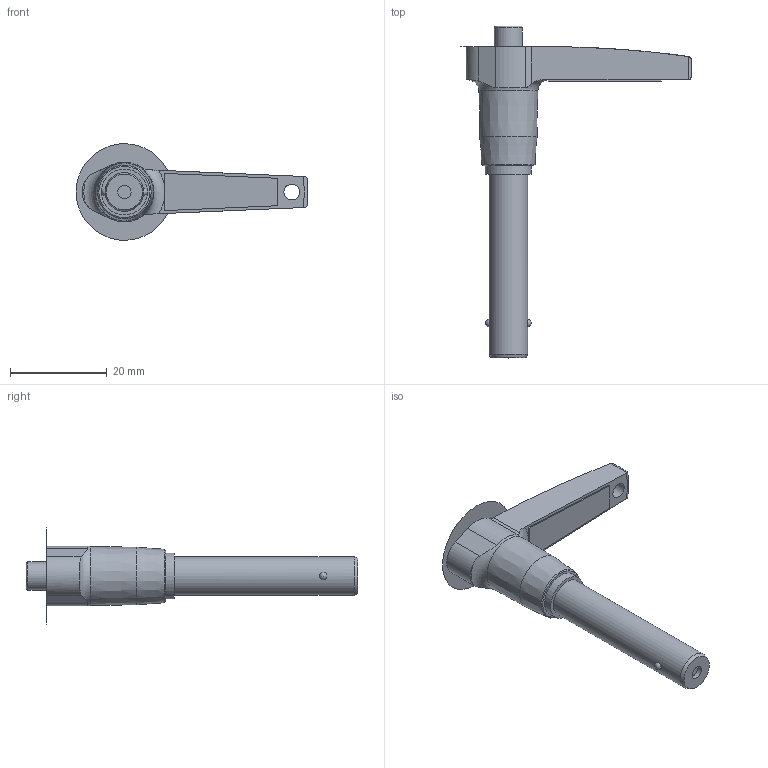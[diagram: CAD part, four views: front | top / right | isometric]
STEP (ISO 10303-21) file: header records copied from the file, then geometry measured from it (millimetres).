
FILE_DESCRIPTION( ( 'STEP AP214' ), '1' );
FILE_NAME( 'K0642.14408030__UNBETAETIGT_30_.stp', '2020-12-04T10:01:17', ( '' ), ( '' ), ' ', 'PARTsolutions', ' ' );
FILE_SCHEMA( ( 'AUTOMOTIVE_DESIGN { 1 0 10303 214 1 1 1 1 }' ) );
Length unit declared in the file: millimetre
Products named in the file (1): _K0642.14408030_(UNBETAETIGT_30)
Bounding box: 47.9 x 68.7 x 19.93 mm (x, y, z)
Volume: 6675.7 mm3; surface area: 3486.2 mm2
Topology: 1 solids, 1 shells, 42 faces, 106 edges, 70 vertices
Faces by surface type: plane 18, cylinder 13, cone 4, torus 4, sphere 2, bspline 1
Full cylindrical faces by diameter (mm): 2.77 x1, 3.3 x1, 5.8 x1, 8 x1, 9.52 x1
Entity records: 1700 total; most frequent: CARTESIAN_POINT 444, DIRECTION 179, ORIENTED_EDGE 170, EDGE_CURVE 85, AXIS2_PLACEMENT_3D 74, VERTEX_POINT 65, EDGE_LOOP 62, FACE_OUTER_BOUND 50
